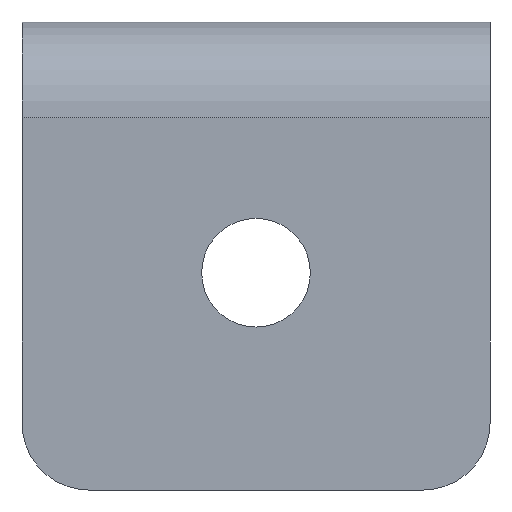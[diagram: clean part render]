
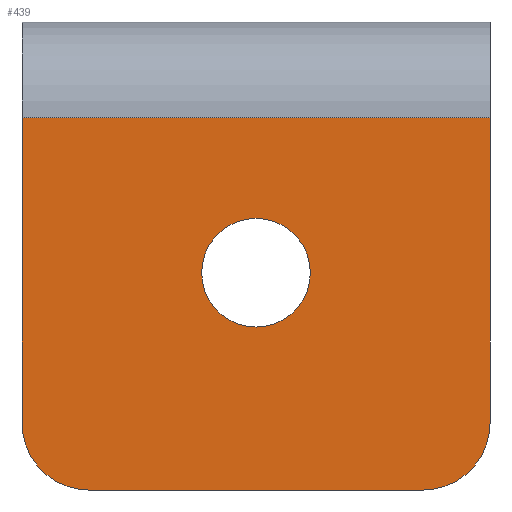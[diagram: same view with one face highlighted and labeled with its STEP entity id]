
A CAD part, front view. The second image highlights one B-rep face of the part: STEP entity #439.
In plain terms, the highlighted planar face has unit normal (0, -1, 0).
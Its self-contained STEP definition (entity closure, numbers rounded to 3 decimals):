
#7 = AXIS2_PLACEMENT_3D ( 'NONE', #483, #156, #540 ) ;
#10 = LINE ( 'NONE', #692, #300 ) ;
#22 = EDGE_LOOP ( 'NONE', ( #659, #545 ) ) ;
#32 = VERTEX_POINT ( 'NONE', #41 ) ;
#36 = CARTESIAN_POINT ( 'NONE',  ( 14., 0., -2.86 ) ) ;
#37 = EDGE_LOOP ( 'NONE', ( #288, #435, #533, #51, #565, #96 ) ) ;
#41 = CARTESIAN_POINT ( 'NONE',  ( 14., 0., -2.86 ) ) ;
#42 = AXIS2_PLACEMENT_3D ( 'NONE', #190, #564, #251 ) ;
#51 = ORIENTED_EDGE ( 'NONE', *, *, #65, .T. ) ;
#65 = EDGE_CURVE ( 'NONE', #568, #347, #88, .T. ) ;
#66 = VERTEX_POINT ( 'NONE', #475 ) ;
#78 = DIRECTION ( 'NONE',  ( 0., 1., 0. ) ) ;
#88 = CIRCLE ( 'NONE', #93, 2. ) ;
#93 = AXIS2_PLACEMENT_3D ( 'NONE', #584, #269, #647 ) ;
#96 = ORIENTED_EDGE ( 'NONE', *, *, #482, .T. ) ;
#97 = VERTEX_POINT ( 'NONE', #210 ) ;
#120 = VECTOR ( 'NONE', #146, 1000. ) ;
#134 = EDGE_CURVE ( 'NONE', #568, #66, #205, .T. ) ;
#146 = DIRECTION ( 'NONE',  ( -1., 0., 0. ) ) ;
#149 = EDGE_CURVE ( 'NONE', #97, #66, #349, .T. ) ;
#156 = DIRECTION ( 'NONE',  ( 0., -1., 0. ) ) ;
#190 = CARTESIAN_POINT ( 'NONE',  ( 7., 0., -7.5 ) ) ;
#197 = DIRECTION ( 'NONE',  ( 0., 1., 0. ) ) ;
#205 = LINE ( 'NONE', #650, #472 ) ;
#208 = CARTESIAN_POINT ( 'NONE',  ( 7., 0., -9.125 ) ) ;
#210 = CARTESIAN_POINT ( 'NONE',  ( 0., 0., -12. ) ) ;
#251 = DIRECTION ( 'NONE',  ( 0., 0., 1. ) ) ;
#258 = EDGE_CURVE ( 'NONE', #351, #495, #352, .T. ) ;
#266 = CARTESIAN_POINT ( 'NONE',  ( 14., 0., -12. ) ) ;
#269 = DIRECTION ( 'NONE',  ( 0., -1., 0. ) ) ;
#280 = LINE ( 'NONE', #36, #120 ) ;
#288 = ORIENTED_EDGE ( 'NONE', *, *, #336, .T. ) ;
#294 = CARTESIAN_POINT ( 'NONE',  ( 12., 0., -14. ) ) ;
#300 = VECTOR ( 'NONE', #369, 1000. ) ;
#310 = DIRECTION ( 'NONE',  ( 0., 0., -1. ) ) ;
#327 = VERTEX_POINT ( 'NONE', #686 ) ;
#336 = EDGE_CURVE ( 'NONE', #327, #97, #10, .T. ) ;
#346 = FACE_BOUND ( 'NONE', #22, .T. ) ;
#347 = VERTEX_POINT ( 'NONE', #266 ) ;
#349 = CIRCLE ( 'NONE', #7, 2. ) ;
#351 = VERTEX_POINT ( 'NONE', #208 ) ;
#352 = CIRCLE ( 'NONE', #633, 1.625 ) ;
#363 = PLANE ( 'NONE',  #627 ) ;
#369 = DIRECTION ( 'NONE',  ( 0., 0., -1. ) ) ;
#380 = EDGE_CURVE ( 'NONE', #495, #351, #393, .T. ) ;
#393 = CIRCLE ( 'NONE', #42, 1.625 ) ;
#410 = CARTESIAN_POINT ( 'NONE',  ( 7., 0., -7.5 ) ) ;
#413 = CARTESIAN_POINT ( 'NONE',  ( 14., 0., 0. ) ) ;
#417 = DIRECTION ( 'NONE',  ( 0., 0., 1. ) ) ;
#433 = EDGE_CURVE ( 'NONE', #32, #347, #496, .T. ) ;
#435 = ORIENTED_EDGE ( 'NONE', *, *, #149, .T. ) ;
#439 = ADVANCED_FACE ( 'NONE', ( #346, #613 ), #363, .F. ) ;
#458 = DIRECTION ( 'NONE',  ( 0., 0., 1. ) ) ;
#472 = VECTOR ( 'NONE', #699, 1000. ) ;
#475 = CARTESIAN_POINT ( 'NONE',  ( 2., 0., -14. ) ) ;
#482 = EDGE_CURVE ( 'NONE', #32, #327, #280, .T. ) ;
#483 = CARTESIAN_POINT ( 'NONE',  ( 2., 0., -12. ) ) ;
#495 = VERTEX_POINT ( 'NONE', #693 ) ;
#496 = LINE ( 'NONE', #413, #632 ) ;
#533 = ORIENTED_EDGE ( 'NONE', *, *, #134, .F. ) ;
#540 = DIRECTION ( 'NONE',  ( 0., 0., 1. ) ) ;
#545 = ORIENTED_EDGE ( 'NONE', *, *, #258, .T. ) ;
#564 = DIRECTION ( 'NONE',  ( 0., 1., 0. ) ) ;
#565 = ORIENTED_EDGE ( 'NONE', *, *, #433, .F. ) ;
#568 = VERTEX_POINT ( 'NONE', #294 ) ;
#584 = CARTESIAN_POINT ( 'NONE',  ( 12., 0., -12. ) ) ;
#613 = FACE_OUTER_BOUND ( 'NONE', #37, .T. ) ;
#627 = AXIS2_PLACEMENT_3D ( 'NONE', #634, #197, #417 ) ;
#632 = VECTOR ( 'NONE', #310, 1000. ) ;
#633 = AXIS2_PLACEMENT_3D ( 'NONE', #410, #78, #458 ) ;
#634 = CARTESIAN_POINT ( 'NONE',  ( 14., 0., 0. ) ) ;
#647 = DIRECTION ( 'NONE',  ( 0., 0., 1. ) ) ;
#650 = CARTESIAN_POINT ( 'NONE',  ( 14., 0., -14. ) ) ;
#659 = ORIENTED_EDGE ( 'NONE', *, *, #380, .T. ) ;
#686 = CARTESIAN_POINT ( 'NONE',  ( 0., 0., -2.86 ) ) ;
#692 = CARTESIAN_POINT ( 'NONE',  ( 0., 0., 0. ) ) ;
#693 = CARTESIAN_POINT ( 'NONE',  ( 7., 0., -5.875 ) ) ;
#699 = DIRECTION ( 'NONE',  ( -1., 0., 0. ) ) ;
